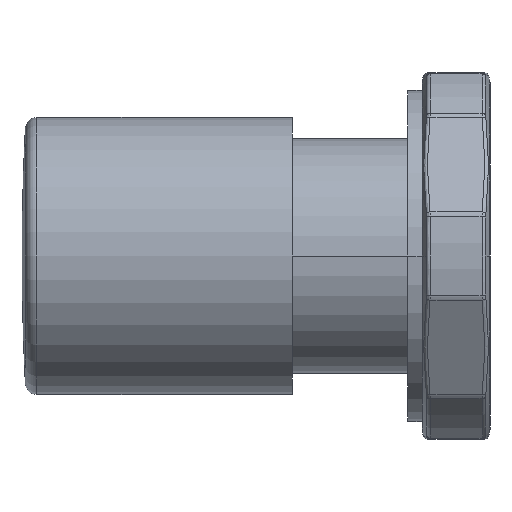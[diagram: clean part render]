
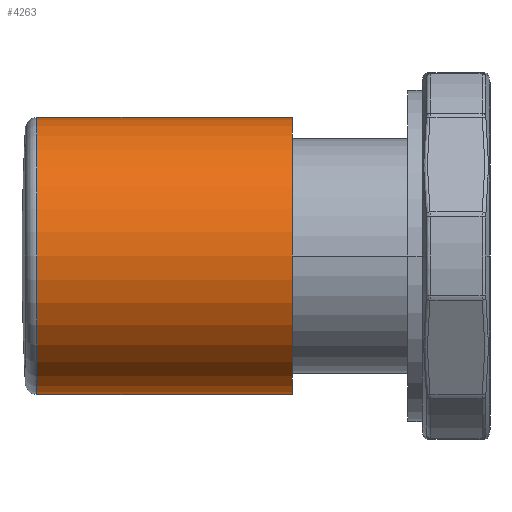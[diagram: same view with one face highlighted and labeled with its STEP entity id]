
A CAD part, left-side view. The second image highlights one B-rep face of the part: STEP entity #4263.
In plain terms, the highlighted cylindrical face has radius 18.161 mm (diameter 36.322 mm), a partial arc.
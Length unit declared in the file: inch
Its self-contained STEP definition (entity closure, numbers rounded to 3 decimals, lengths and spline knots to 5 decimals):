
#1134=DIRECTION('',(0.,1.,0.));
#1135=VECTOR('',#1134,1.31814);
#1136=CARTESIAN_POINT('',(0.,1.021,0.715));
#1137=LINE('',#1136,#1135);
#1194=CARTESIAN_POINT('',(0.,1.021,0.));
#1195=DIRECTION('',(0.,1.,0.));
#1196=DIRECTION('',(0.,0.,-1.));
#1197=AXIS2_PLACEMENT_3D('',#1194,#1195,#1196);
#1199=DIRECTION('',(0.,1.,0.));
#1200=VECTOR('',#1199,1.31814);
#1201=CARTESIAN_POINT('',(0.,1.021,-0.715));
#1202=LINE('',#1201,#1200);
#1203=CARTESIAN_POINT('',(0.,2.33914,0.));
#1204=DIRECTION('',(0.,-1.,0.));
#1205=DIRECTION('',(0.,0.,1.));
#1206=AXIS2_PLACEMENT_3D('',#1203,#1204,#1205);
#1577=CARTESIAN_POINT('',(0.,2.33914,0.715));
#1578=CARTESIAN_POINT('',(0.,2.33914,-0.715));
#1579=VERTEX_POINT('',#1577);
#1580=VERTEX_POINT('',#1578);
#1604=CARTESIAN_POINT('',(0.,1.021,0.715));
#1605=CARTESIAN_POINT('',(0.,1.021,-0.715));
#1606=VERTEX_POINT('',#1604);
#1607=VERTEX_POINT('',#1605);
#4251=CARTESIAN_POINT('',(0.,1.021,0.));
#4252=DIRECTION('',(0.,1.,0.));
#4253=DIRECTION('',(0.,0.,1.));
#4254=AXIS2_PLACEMENT_3D('',#4251,#4252,#4253);
#4255=CYLINDRICAL_SURFACE('',#4254,0.715);
#4256=ORIENTED_EDGE('',*,*,#4220,.F.);
#4257=ORIENTED_EDGE('',*,*,#4246,.T.);
#4259=ORIENTED_EDGE('',*,*,#4258,.F.);
#4260=ORIENTED_EDGE('',*,*,#4236,.F.);
#4261=EDGE_LOOP('',(#4256,#4257,#4259,#4260));
#4262=FACE_OUTER_BOUND('',#4261,.F.);
#4263=ADVANCED_FACE('',(#4262),#4255,.T.);
#1198=CIRCLE('',#1197,0.715);
#1207=CIRCLE('',#1206,0.715);
#4220=EDGE_CURVE('',#1607,#1606,#1198,.T.);
#4236=EDGE_CURVE('',#1606,#1579,#1137,.T.);
#4246=EDGE_CURVE('',#1607,#1580,#1202,.T.);
#4258=EDGE_CURVE('',#1579,#1580,#1207,.T.);
